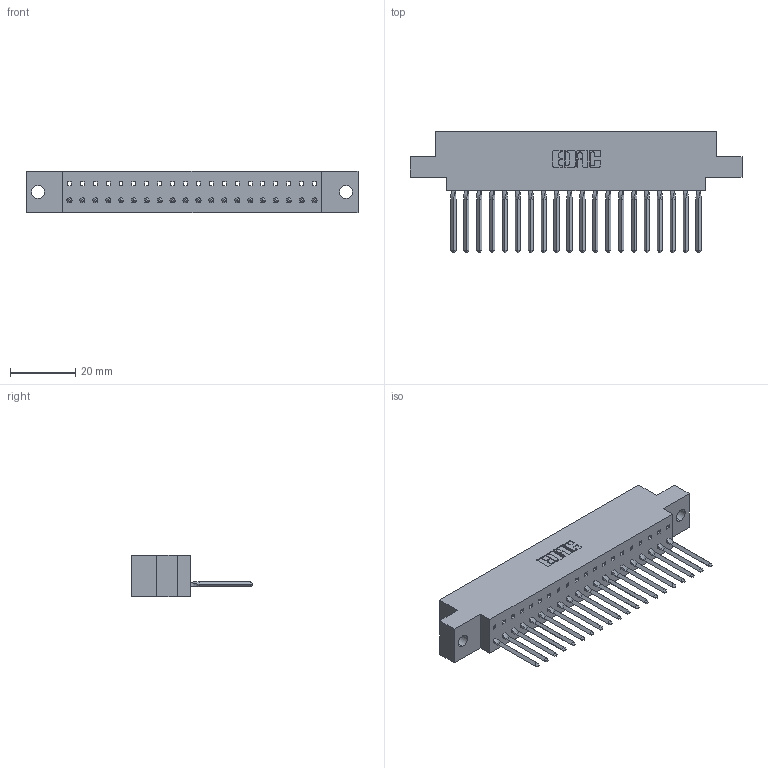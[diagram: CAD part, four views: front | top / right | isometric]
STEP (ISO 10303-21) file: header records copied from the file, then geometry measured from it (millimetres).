
FILE_DESCRIPTION (( 'STEP AP203' ), '1' );
FILE_NAME ('317-020-542-604.STEP', '2020-02-27T16:29:40', ( '' ), ( '' ), 'SwSTEP 2.0', 'SolidWorks 2016', '' );
FILE_SCHEMA (( 'CONFIG_CONTROL_DESIGN' ));
Length unit declared in the file: inch
Products named in the file (3): 317-290-003_542; 317-020-542-604; 317 Part_.156 Dia - TH
Assembly tree (21 placements, depth 2):
  317-020-542-604
    317 Part_.156 Dia - TH
    317-290-003_542  x20
Bounding box: 101.96 x 37.34 x 12.7 mm (x, y, z)
Volume: 15076.6 mm3; surface area: 17702.6 mm2
Topology: 21 solids, 21 shells, 1602 faces, 4615 edges, 2982 vertices
Faces by surface type: plane 1338, cylinder 184, bspline 80
Entity records: 30359 total; most frequent: CARTESIAN_POINT 5633, ORIENTED_EDGE 5316, DIRECTION 4470, EDGE_CURVE 2658, LINE 2488, VECTOR 2488, VERTEX_POINT 1766, AXIS2_PLACEMENT_3D 991
